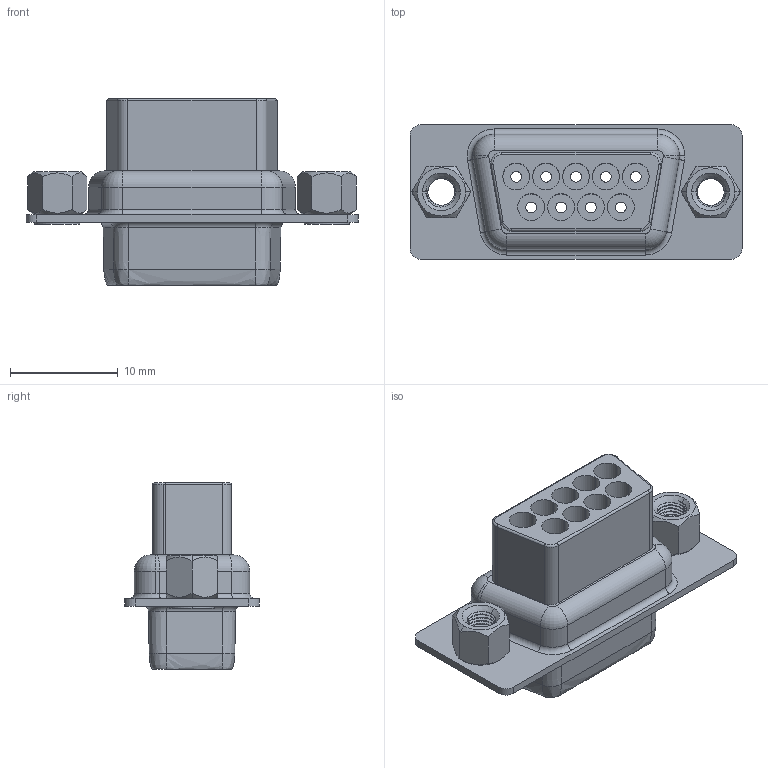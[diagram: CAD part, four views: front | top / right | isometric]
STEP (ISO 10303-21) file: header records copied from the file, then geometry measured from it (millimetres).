
FILE_DESCRIPTION (( 'STEP AP214' ), '1' );
FILE_NAME ('FDB0908-F0TS000K6KB-REF.STEP', '2025-12-12T05:42:09', ( '' ), ( '' ), 'SwSTEP 2.0', 'SolidWorks 2021', '' );
FILE_SCHEMA (( 'AUTOMOTIVE_DESIGN' ));
Length unit declared in the file: millimetre
Products named in the file (1): FDB0908-F0TS000K6KB-REF
Bounding box: 30.81 x 12.5 x 17.3 mm (x, y, z)
Volume: 1807 mm3; surface area: 2940.9 mm2
Topology: 1 solids, 1 shells, 242 faces, 592 edges, 370 vertices
Faces by surface type: cylinder 118, plane 48, cone 37, torus 25, bspline 14
Entity records: 12585 total; most frequent: CARTESIAN_POINT 7040, ORIENTED_EDGE 1184, DIRECTION 1123, EDGE_CURVE 592, AXIS2_PLACEMENT_3D 457, VERTEX_POINT 370, EDGE_LOOP 282, ADVANCED_FACE 242
